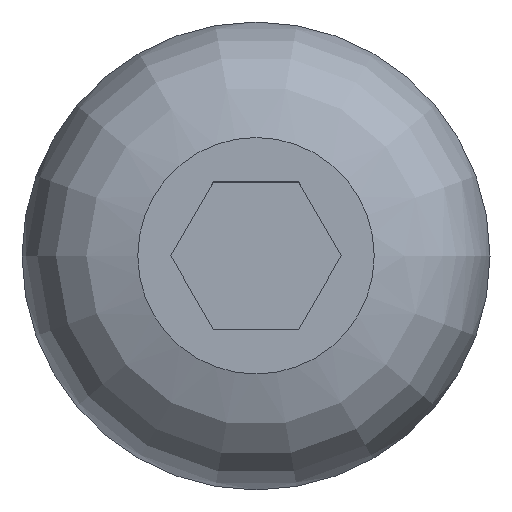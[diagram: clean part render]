
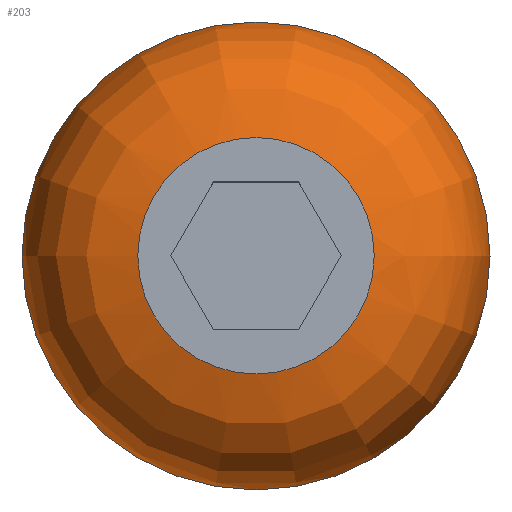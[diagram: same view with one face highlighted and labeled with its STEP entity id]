
A CAD part, top view. The second image highlights one B-rep face of the part: STEP entity #203.
In plain terms, the highlighted face is a revolution surface.
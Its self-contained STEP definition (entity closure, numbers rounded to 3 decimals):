
#152 = PLANE('',#153);
#153 = AXIS2_PLACEMENT_3D('',#154,#155,#156);
#154 = CARTESIAN_POINT('',(0.,0.,0.));
#155 = DIRECTION('',(0.,0.,1.));
#156 = DIRECTION('',(1.,0.,0.));
#171 = EDGE_CURVE('',#172,#172,#174,.T.);
#172 = VERTEX_POINT('',#173);
#173 = CARTESIAN_POINT('',(4.75,0.,0.));
#174 = SURFACE_CURVE('',#175,(#180,#187),.PCURVE_S1.);
#175 = CIRCLE('',#176,4.75);
#176 = AXIS2_PLACEMENT_3D('',#177,#178,#179);
#177 = CARTESIAN_POINT('',(0.,0.,0.));
#178 = DIRECTION('',(0.,0.,1.));
#179 = DIRECTION('',(1.,0.,0.));
#180 = PCURVE('',#152,#181);
#181 = DEFINITIONAL_REPRESENTATION('',(#182),#186);
#182 = CIRCLE('',#183,4.75);
#183 = AXIS2_PLACEMENT_2D('',#184,#185);
#184 = CARTESIAN_POINT('',(0.,0.));
#185 = DIRECTION('',(1.,-0.));
#186 = ( GEOMETRIC_REPRESENTATION_CONTEXT(2) 
PARAMETRIC_REPRESENTATION_CONTEXT() REPRESENTATION_CONTEXT('2D SPACE',''
  ) );
#187 = PCURVE('',#188,#197);
#188 = SURFACE_OF_REVOLUTION('',#189,#194);
#189 = B_SPLINE_CURVE_WITH_KNOTS('',3,(#190,#191,#192,#193),
  .UNSPECIFIED.,.F.,.F.,(4,4),(0.,1.),.PIECEWISE_BEZIER_KNOTS.);
#190 = CARTESIAN_POINT('',(2.4,0.,2.75));
#191 = CARTESIAN_POINT('',(3.85,0.,2.524));
#192 = CARTESIAN_POINT('',(4.693,0.,1.688));
#193 = CARTESIAN_POINT('',(4.75,0.,0.));
#194 = AXIS1_PLACEMENT('',#195,#196);
#195 = CARTESIAN_POINT('',(0.,0.,0.));
#196 = DIRECTION('',(0.,0.,1.));
#197 = DEFINITIONAL_REPRESENTATION('',(#198),#202);
#198 = LINE('',#199,#200);
#199 = CARTESIAN_POINT('',(0.,1.));
#200 = VECTOR('',#201,1.);
#201 = DIRECTION('',(1.,0.));
#202 = ( GEOMETRIC_REPRESENTATION_CONTEXT(2) 
PARAMETRIC_REPRESENTATION_CONTEXT() REPRESENTATION_CONTEXT('2D SPACE',''
  ) );
#203 = ADVANCED_FACE('',(#204),#188,.F.);
#204 = FACE_BOUND('',#205,.F.);
#205 = EDGE_LOOP('',(#206,#235,#257,#258));
#206 = ORIENTED_EDGE('',*,*,#207,.T.);
#207 = EDGE_CURVE('',#208,#208,#210,.T.);
#208 = VERTEX_POINT('',#209);
#209 = CARTESIAN_POINT('',(2.4,0.,2.75));
#210 = SURFACE_CURVE('',#211,(#216,#223),.PCURVE_S1.);
#211 = CIRCLE('',#212,2.4);
#212 = AXIS2_PLACEMENT_3D('',#213,#214,#215);
#213 = CARTESIAN_POINT('',(0.,0.,2.75));
#214 = DIRECTION('',(0.,-0.,1.));
#215 = DIRECTION('',(1.,0.,0.));
#216 = PCURVE('',#188,#217);
#217 = DEFINITIONAL_REPRESENTATION('',(#218),#222);
#218 = LINE('',#219,#220);
#219 = CARTESIAN_POINT('',(0.,0.));
#220 = VECTOR('',#221,1.);
#221 = DIRECTION('',(1.,0.));
#222 = ( GEOMETRIC_REPRESENTATION_CONTEXT(2) 
PARAMETRIC_REPRESENTATION_CONTEXT() REPRESENTATION_CONTEXT('2D SPACE',''
  ) );
#223 = PCURVE('',#224,#229);
#224 = PLANE('',#225);
#225 = AXIS2_PLACEMENT_3D('',#226,#227,#228);
#226 = CARTESIAN_POINT('',(0.,0.,2.75));
#227 = DIRECTION('',(0.,0.,1.));
#228 = DIRECTION('',(1.,0.,0.));
#229 = DEFINITIONAL_REPRESENTATION('',(#230),#234);
#230 = CIRCLE('',#231,2.4);
#231 = AXIS2_PLACEMENT_2D('',#232,#233);
#232 = CARTESIAN_POINT('',(0.,0.));
#233 = DIRECTION('',(1.,0.));
#234 = ( GEOMETRIC_REPRESENTATION_CONTEXT(2) 
PARAMETRIC_REPRESENTATION_CONTEXT() REPRESENTATION_CONTEXT('2D SPACE',''
  ) );
#235 = ORIENTED_EDGE('',*,*,#236,.T.);
#236 = EDGE_CURVE('',#208,#172,#237,.T.);
#237 = SEAM_CURVE('',#238,(#243,#250),.PCURVE_S1.);
#238 = B_SPLINE_CURVE_WITH_KNOTS('',3,(#239,#240,#241,#242),
  .UNSPECIFIED.,.F.,.F.,(4,4),(0.,1.),.PIECEWISE_BEZIER_KNOTS.);
#239 = CARTESIAN_POINT('',(2.4,0.,2.75));
#240 = CARTESIAN_POINT('',(3.85,0.,2.524));
#241 = CARTESIAN_POINT('',(4.693,0.,1.688));
#242 = CARTESIAN_POINT('',(4.75,0.,0.));
#243 = PCURVE('',#188,#244);
#244 = DEFINITIONAL_REPRESENTATION('',(#245),#249);
#245 = LINE('',#246,#247);
#246 = CARTESIAN_POINT('',(0.,0.));
#247 = VECTOR('',#248,1.);
#248 = DIRECTION('',(0.,1.));
#249 = ( GEOMETRIC_REPRESENTATION_CONTEXT(2) 
PARAMETRIC_REPRESENTATION_CONTEXT() REPRESENTATION_CONTEXT('2D SPACE',''
  ) );
#250 = PCURVE('',#188,#251);
#251 = DEFINITIONAL_REPRESENTATION('',(#252),#256);
#252 = LINE('',#253,#254);
#253 = CARTESIAN_POINT('',(6.283,0.));
#254 = VECTOR('',#255,1.);
#255 = DIRECTION('',(0.,1.));
#256 = ( GEOMETRIC_REPRESENTATION_CONTEXT(2) 
PARAMETRIC_REPRESENTATION_CONTEXT() REPRESENTATION_CONTEXT('2D SPACE',''
  ) );
#257 = ORIENTED_EDGE('',*,*,#171,.F.);
#258 = ORIENTED_EDGE('',*,*,#236,.F.);
